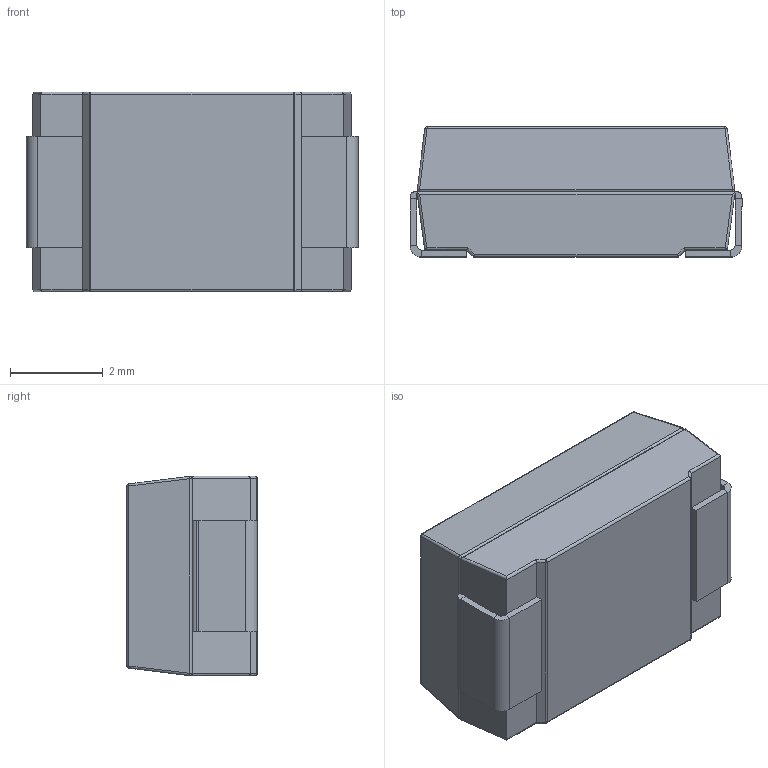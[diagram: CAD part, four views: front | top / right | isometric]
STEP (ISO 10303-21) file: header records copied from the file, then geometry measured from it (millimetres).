
FILE_DESCRIPTION (( 'STEP AP214' ), '1' );
FILE_NAME ('User Library-Tantalum Cap Case D.STEP', '2014-07-11T16:41:08', ( 'Windows User' ), ( '' ), 'SwSTEP 2.0', 'SolidWorks 2014', '' );
FILE_SCHEMA (( 'AUTOMOTIVE_DESIGN' ));
Length unit declared in the file: millimetre
Products named in the file (1): User Library-Tantalum Cap Case D
Bounding box: 7.14 x 2.8 x 4.3 mm (x, y, z)
Volume: 79 mm3; surface area: 199.2 mm2
Topology: 8 solids, 8 shells, 117 faces, 247 edges, 134 vertices
Faces by surface type: plane 67, cylinder 36, sphere 14
Entity records: 4323 total; most frequent: CARTESIAN_POINT 523, DIRECTION 513, ORIENTED_EDGE 470, EDGE_CURVE 235, AXIS2_PLACEMENT_3D 172, VECTOR 169, LINE 169, VERTEX_POINT 134
